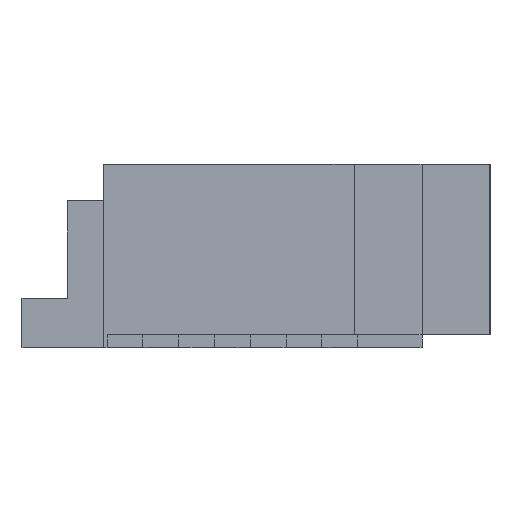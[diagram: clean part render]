
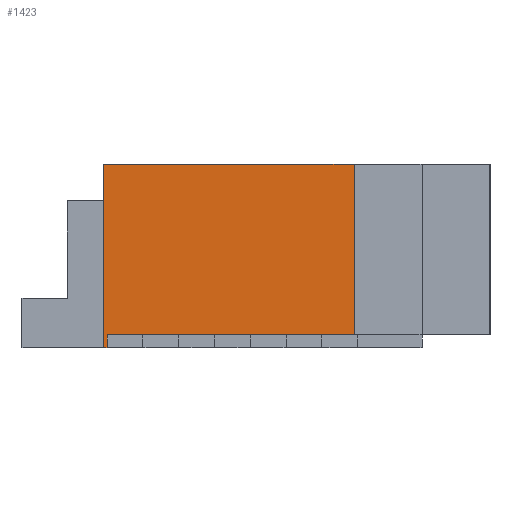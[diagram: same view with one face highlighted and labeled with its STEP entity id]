
A CAD part, left-side view. The second image highlights one B-rep face of the part: STEP entity #1423.
In plain terms, the highlighted planar face has unit normal (-1, 0, 0).
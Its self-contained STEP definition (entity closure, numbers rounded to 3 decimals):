
#40 = VERTEX_POINT('',#41);
#41 = CARTESIAN_POINT('',(-10.435,0.8,2.56));
#47 = EDGE_CURVE('',#48,#40,#50,.T.);
#48 = VERTEX_POINT('',#49);
#49 = CARTESIAN_POINT('',(-10.435,0.8,0.));
#50 = LINE('',#51,#52);
#51 = CARTESIAN_POINT('',(-10.435,0.8,0.));
#52 = VECTOR('',#53,1.);
#53 = DIRECTION('',(0.,0.,1.));
#579 = VERTEX_POINT('',#580);
#580 = CARTESIAN_POINT('',(-10.435,0.75,0.));
#586 = EDGE_CURVE('',#48,#579,#587,.T.);
#587 = LINE('',#588,#589);
#588 = CARTESIAN_POINT('',(-10.435,0.8,0.));
#589 = VECTOR('',#590,1.);
#590 = DIRECTION('',(0.,-1.,0.));
#1423 = ADVANCED_FACE('',(#1424),#1458,.F.);
#1424 = FACE_BOUND('',#1425,.F.);
#1425 = EDGE_LOOP('',(#1426,#1427,#1428,#1436,#1444,#1452));
#1426 = ORIENTED_EDGE('',*,*,#586,.F.);
#1427 = ORIENTED_EDGE('',*,*,#47,.T.);
#1428 = ORIENTED_EDGE('',*,*,#1429,.T.);
#1429 = EDGE_CURVE('',#40,#1430,#1432,.T.);
#1430 = VERTEX_POINT('',#1431);
#1431 = CARTESIAN_POINT('',(-10.435,-2.7,2.56));
#1432 = LINE('',#1433,#1434);
#1433 = CARTESIAN_POINT('',(-10.435,0.8,2.56));
#1434 = VECTOR('',#1435,1.);
#1435 = DIRECTION('',(0.,-1.,0.));
#1436 = ORIENTED_EDGE('',*,*,#1437,.F.);
#1437 = EDGE_CURVE('',#1438,#1430,#1440,.T.);
#1438 = VERTEX_POINT('',#1439);
#1439 = CARTESIAN_POINT('',(-10.435,-2.7,0.18));
#1440 = LINE('',#1441,#1442);
#1441 = CARTESIAN_POINT('',(-10.435,-2.7,0.));
#1442 = VECTOR('',#1443,1.);
#1443 = DIRECTION('',(0.,0.,1.));
#1444 = ORIENTED_EDGE('',*,*,#1445,.F.);
#1445 = EDGE_CURVE('',#1446,#1438,#1448,.T.);
#1446 = VERTEX_POINT('',#1447);
#1447 = CARTESIAN_POINT('',(-10.435,0.75,0.18));
#1448 = LINE('',#1449,#1450);
#1449 = CARTESIAN_POINT('',(-10.435,-0.1,0.18));
#1450 = VECTOR('',#1451,1.);
#1451 = DIRECTION('',(0.,-1.,0.));
#1452 = ORIENTED_EDGE('',*,*,#1453,.T.);
#1453 = EDGE_CURVE('',#1446,#579,#1454,.T.);
#1454 = LINE('',#1455,#1456);
#1455 = CARTESIAN_POINT('',(-10.435,0.75,0.));
#1456 = VECTOR('',#1457,1.);
#1457 = DIRECTION('',(-0.,0.,-1.));
#1458 = PLANE('',#1459);
#1459 = AXIS2_PLACEMENT_3D('',#1460,#1461,#1462);
#1460 = CARTESIAN_POINT('',(-10.435,0.8,0.));
#1461 = DIRECTION('',(1.,0.,0.));
#1462 = DIRECTION('',(0.,-1.,0.));
